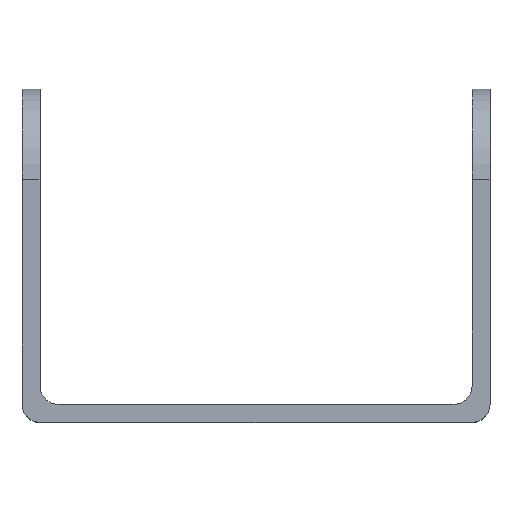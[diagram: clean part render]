
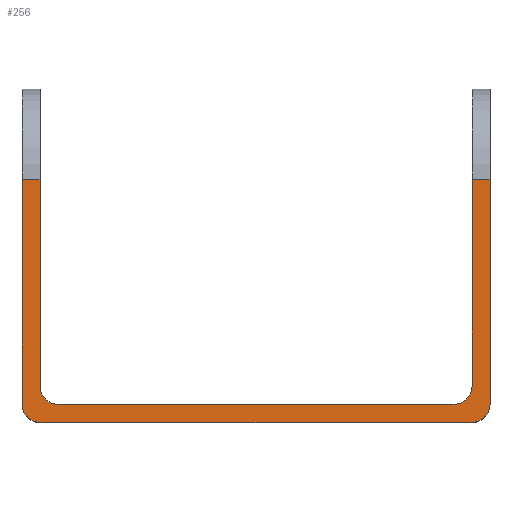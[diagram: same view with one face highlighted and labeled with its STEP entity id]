
A CAD part, top view. The second image highlights one B-rep face of the part: STEP entity #256.
In plain terms, the highlighted planar face has unit normal (0, 0, 1).
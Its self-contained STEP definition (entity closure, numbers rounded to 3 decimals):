
#34 = ORIENTED_EDGE ( 'NONE', *, *, #479, .F. ) ;
#84 = ORIENTED_EDGE ( 'NONE', *, *, #622, .T. ) ;
#108 = DIRECTION ( 'NONE',  ( -1., 0., 0. ) ) ;
#126 = ORIENTED_EDGE ( 'NONE', *, *, #2449, .F. ) ;
#133 = VERTEX_POINT ( 'NONE', #1198 ) ;
#157 = ORIENTED_EDGE ( 'NONE', *, *, #159, .T. ) ;
#159 = EDGE_CURVE ( 'NONE', #2389, #133, #1340, .T. ) ;
#163 = VERTEX_POINT ( 'NONE', #1366 ) ;
#248 = VECTOR ( 'NONE', #2326, 1000. ) ;
#251 = CIRCLE ( 'NONE', #1963, 2. ) ;
#253 = FACE_OUTER_BOUND ( 'NONE', #371, .T. ) ;
#255 = EDGE_CURVE ( 'NONE', #1331, #669, #457, .T. ) ;
#256 = ADVANCED_FACE ( 'NONE', ( #253 ), #1645, .F. ) ;
#273 = CARTESIAN_POINT ( 'NONE',  ( 26., 2., 10. ) ) ;
#282 = VERTEX_POINT ( 'NONE', #2215 ) ;
#286 = CARTESIAN_POINT ( 'NONE',  ( 26., 27., 10. ) ) ;
#328 = AXIS2_PLACEMENT_3D ( 'NONE', #436, #1218, #1611 ) ;
#346 = CARTESIAN_POINT ( 'NONE',  ( 26., 2., 10. ) ) ;
#371 = EDGE_LOOP ( 'NONE', ( #1847, #2120, #1918, #126, #1725, #84, #2092, #2506, #34, #1304, #157, #434 ) ) ;
#382 = DIRECTION ( 'NONE',  ( -1., 0., 0. ) ) ;
#434 = ORIENTED_EDGE ( 'NONE', *, *, #2446, .T. ) ;
#436 = CARTESIAN_POINT ( 'NONE',  ( 26., 2., 10. ) ) ;
#450 = CIRCLE ( 'NONE', #1891, 2. ) ;
#457 = LINE ( 'NONE', #273, #1100 ) ;
#479 = EDGE_CURVE ( 'NONE', #896, #1653, #692, .T. ) ;
#485 = EDGE_CURVE ( 'NONE', #282, #1116, #1092, .T. ) ;
#577 = CARTESIAN_POINT ( 'NONE',  ( -26., 2., 10. ) ) ;
#615 = VECTOR ( 'NONE', #2213, 1000. ) ;
#622 = EDGE_CURVE ( 'NONE', #2431, #2278, #930, .T. ) ;
#669 = VERTEX_POINT ( 'NONE', #1975 ) ;
#692 = LINE ( 'NONE', #914, #1113 ) ;
#707 = LINE ( 'NONE', #1829, #615 ) ;
#755 = LINE ( 'NONE', #346, #2443 ) ;
#866 = CARTESIAN_POINT ( 'NONE',  ( -26., 27., 10. ) ) ;
#896 = VERTEX_POINT ( 'NONE', #2379 ) ;
#914 = CARTESIAN_POINT ( 'NONE',  ( -24., 0., 10. ) ) ;
#930 = CIRCLE ( 'NONE', #2153, 2. ) ;
#968 = AXIS2_PLACEMENT_3D ( 'NONE', #1557, #1544, #2503 ) ;
#1026 = CARTESIAN_POINT ( 'NONE',  ( -22., 2., 10. ) ) ;
#1046 = DIRECTION ( 'NONE',  ( -1., 0., 0. ) ) ;
#1092 = LINE ( 'NONE', #2451, #1568 ) ;
#1100 = VECTOR ( 'NONE', #1987, 1000. ) ;
#1101 = LINE ( 'NONE', #2472, #1683 ) ;
#1113 = VECTOR ( 'NONE', #1481, 1000. ) ;
#1116 = VERTEX_POINT ( 'NONE', #2276 ) ;
#1138 = DIRECTION ( 'NONE',  ( 1., 0., 0. ) ) ;
#1198 = CARTESIAN_POINT ( 'NONE',  ( -26., 2., 10. ) ) ;
#1218 = DIRECTION ( 'NONE',  ( 0., 0., -1. ) ) ;
#1235 = LINE ( 'NONE', #2429, #1439 ) ;
#1304 = ORIENTED_EDGE ( 'NONE', *, *, #1777, .T. ) ;
#1318 = DIRECTION ( 'NONE',  ( 0., 0., 1. ) ) ;
#1331 = VERTEX_POINT ( 'NONE', #286 ) ;
#1340 = LINE ( 'NONE', #577, #248 ) ;
#1366 = CARTESIAN_POINT ( 'NONE',  ( 24., 27., 10. ) ) ;
#1439 = VECTOR ( 'NONE', #1046, 1000. ) ;
#1446 = DIRECTION ( 'NONE',  ( 0., 0., 1. ) ) ;
#1481 = DIRECTION ( 'NONE',  ( 0., -1., 0. ) ) ;
#1489 = CARTESIAN_POINT ( 'NONE',  ( 24., 2., 10. ) ) ;
#1529 = CARTESIAN_POINT ( 'NONE',  ( 24., 4., 10. ) ) ;
#1531 = EDGE_CURVE ( 'NONE', #1604, #1653, #2424, .T. ) ;
#1540 = DIRECTION ( 'NONE',  ( 1., 0., 0. ) ) ;
#1544 = DIRECTION ( 'NONE',  ( 0., 0., -1. ) ) ;
#1556 = CARTESIAN_POINT ( 'NONE',  ( 22., 4., 10. ) ) ;
#1557 = CARTESIAN_POINT ( 'NONE',  ( -22., 4., 10. ) ) ;
#1568 = VECTOR ( 'NONE', #2258, 1000. ) ;
#1604 = VERTEX_POINT ( 'NONE', #1026 ) ;
#1611 = DIRECTION ( 'NONE',  ( -1., 0., 0. ) ) ;
#1645 = PLANE ( 'NONE',  #328 ) ;
#1653 = VERTEX_POINT ( 'NONE', #2195 ) ;
#1683 = VECTOR ( 'NONE', #1138, 1000. ) ;
#1725 = ORIENTED_EDGE ( 'NONE', *, *, #1828, .T. ) ;
#1745 = DIRECTION ( 'NONE',  ( 0., 0., -1. ) ) ;
#1758 = EDGE_CURVE ( 'NONE', #1116, #669, #450, .T. ) ;
#1777 = EDGE_CURVE ( 'NONE', #896, #2389, #1235, .T. ) ;
#1828 = EDGE_CURVE ( 'NONE', #163, #2431, #707, .T. ) ;
#1829 = CARTESIAN_POINT ( 'NONE',  ( 24., 0., 10. ) ) ;
#1847 = ORIENTED_EDGE ( 'NONE', *, *, #485, .T. ) ;
#1891 = AXIS2_PLACEMENT_3D ( 'NONE', #1489, #1446, #108 ) ;
#1908 = DIRECTION ( 'NONE',  ( -1., 0., 0. ) ) ;
#1918 = ORIENTED_EDGE ( 'NONE', *, *, #255, .F. ) ;
#1963 = AXIS2_PLACEMENT_3D ( 'NONE', #2295, #1318, #1908 ) ;
#1975 = CARTESIAN_POINT ( 'NONE',  ( 26., 2., 10. ) ) ;
#1987 = DIRECTION ( 'NONE',  ( 0., -1., 0. ) ) ;
#2092 = ORIENTED_EDGE ( 'NONE', *, *, #2500, .F. ) ;
#2120 = ORIENTED_EDGE ( 'NONE', *, *, #1758, .T. ) ;
#2153 = AXIS2_PLACEMENT_3D ( 'NONE', #1556, #1745, #382 ) ;
#2195 = CARTESIAN_POINT ( 'NONE',  ( -24., 4., 10. ) ) ;
#2213 = DIRECTION ( 'NONE',  ( 0., -1., 0. ) ) ;
#2215 = CARTESIAN_POINT ( 'NONE',  ( -24., 0., 10. ) ) ;
#2258 = DIRECTION ( 'NONE',  ( 1., 0., 0. ) ) ;
#2276 = CARTESIAN_POINT ( 'NONE',  ( 24., 0., 10. ) ) ;
#2278 = VERTEX_POINT ( 'NONE', #2445 ) ;
#2295 = CARTESIAN_POINT ( 'NONE',  ( -24., 2., 10. ) ) ;
#2326 = DIRECTION ( 'NONE',  ( 0., -1., 0. ) ) ;
#2379 = CARTESIAN_POINT ( 'NONE',  ( -24., 27., 10. ) ) ;
#2389 = VERTEX_POINT ( 'NONE', #866 ) ;
#2424 = CIRCLE ( 'NONE', #968, 2. ) ;
#2429 = CARTESIAN_POINT ( 'NONE',  ( -24., 27., 10. ) ) ;
#2431 = VERTEX_POINT ( 'NONE', #1529 ) ;
#2443 = VECTOR ( 'NONE', #1540, 1000. ) ;
#2445 = CARTESIAN_POINT ( 'NONE',  ( 22., 2., 10. ) ) ;
#2446 = EDGE_CURVE ( 'NONE', #133, #282, #251, .T. ) ;
#2449 = EDGE_CURVE ( 'NONE', #163, #1331, #1101, .T. ) ;
#2451 = CARTESIAN_POINT ( 'NONE',  ( 26., 0., 10. ) ) ;
#2472 = CARTESIAN_POINT ( 'NONE',  ( 24., 27., 10. ) ) ;
#2500 = EDGE_CURVE ( 'NONE', #1604, #2278, #755, .T. ) ;
#2503 = DIRECTION ( 'NONE',  ( -1., 0., 0. ) ) ;
#2506 = ORIENTED_EDGE ( 'NONE', *, *, #1531, .T. ) ;
